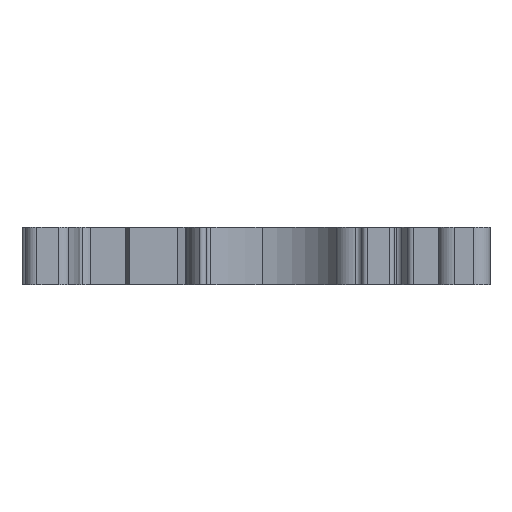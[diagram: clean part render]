
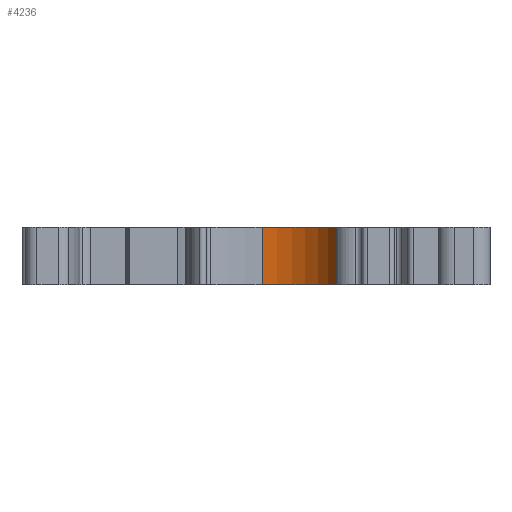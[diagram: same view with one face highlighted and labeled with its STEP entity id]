
A CAD part, front view. The second image highlights one B-rep face of the part: STEP entity #4236.
In plain terms, the highlighted cylindrical face has radius 8 mm (diameter 16 mm), a partial arc.
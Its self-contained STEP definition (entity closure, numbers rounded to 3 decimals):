
#270=CARTESIAN_POINT('',(0.308,-21.655,-2.6));
#271=DIRECTION('',(0.,0.,-1.));
#272=DIRECTION('',(0.031,1.,0.));
#273=AXIS2_PLACEMENT_3D('',#270,#271,#272);
#911=CARTESIAN_POINT('',(0.308,-21.655,2.6));
#912=DIRECTION('',(0.,0.,-1.));
#913=DIRECTION('',(0.031,1.,0.));
#914=AXIS2_PLACEMENT_3D('',#911,#912,#913);
#1574=DIRECTION('',(0.,0.,1.));
#1575=VECTOR('',#1574,5.2);
#1576=CARTESIAN_POINT('',(7.324,-17.811,-2.6));
#1577=LINE('',#1576,#1575);
#1578=DIRECTION('',(0.,0.,1.));
#1579=VECTOR('',#1578,5.2);
#1580=CARTESIAN_POINT('',(0.554,-13.659,-2.6));
#1581=LINE('',#1580,#1579);
#2076=CARTESIAN_POINT('',(0.554,-13.659,-2.6));
#2077=VERTEX_POINT('',#2076);
#2078=CARTESIAN_POINT('',(7.324,-17.811,-2.6));
#2079=VERTEX_POINT('',#2078);
#2330=CARTESIAN_POINT('',(0.554,-13.659,2.6));
#2331=VERTEX_POINT('',#2330);
#2332=CARTESIAN_POINT('',(7.324,-17.811,2.6));
#2333=VERTEX_POINT('',#2332);
#4224=CARTESIAN_POINT('',(0.308,-21.655,-2.6));
#4225=DIRECTION('',(0.,0.,1.));
#4226=DIRECTION('',(1.,0.,0.));
#4227=AXIS2_PLACEMENT_3D('',#4224,#4225,#4226);
#4228=CYLINDRICAL_SURFACE('',#4227,8.);
#4229=ORIENTED_EDGE('',*,*,#2685,.F.);
#4231=ORIENTED_EDGE('',*,*,#4230,.T.);
#4232=ORIENTED_EDGE('',*,*,#3212,.T.);
#4233=ORIENTED_EDGE('',*,*,#4217,.F.);
#4234=EDGE_LOOP('',(#4229,#4231,#4232,#4233));
#4235=FACE_OUTER_BOUND('',#4234,.F.);
#274=CIRCLE('',#273,8.);
#915=CIRCLE('',#914,8.);
#2685=EDGE_CURVE('',#2077,#2079,#274,.T.);
#3212=EDGE_CURVE('',#2331,#2333,#915,.T.);
#4217=EDGE_CURVE('',#2079,#2333,#1577,.T.);
#4230=EDGE_CURVE('',#2077,#2331,#1581,.T.);
#4236=ADVANCED_FACE('',(#4235),#4228,.F.);
